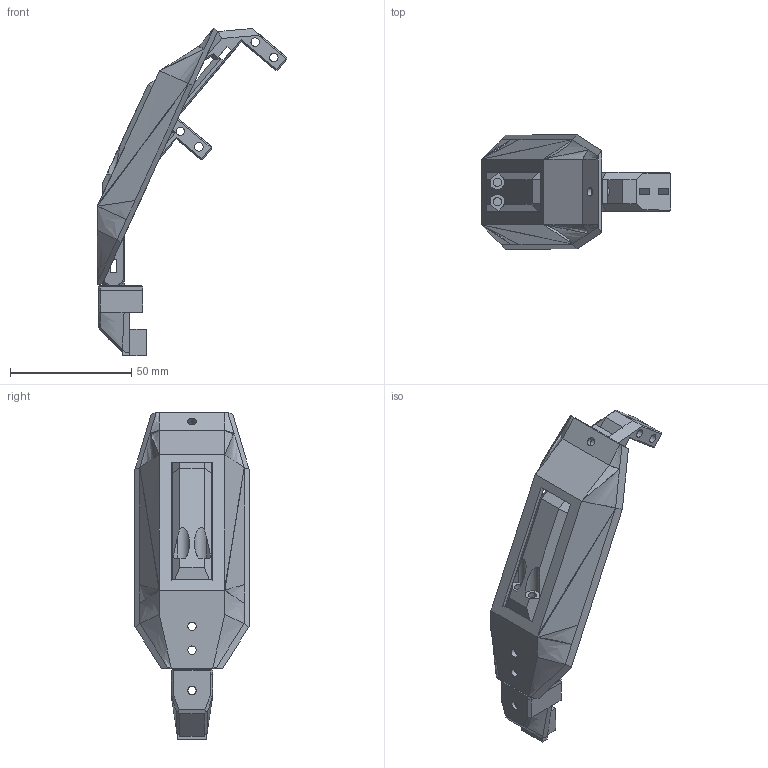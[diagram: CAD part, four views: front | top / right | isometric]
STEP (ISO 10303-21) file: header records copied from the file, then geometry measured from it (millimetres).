
FILE_DESCRIPTION(/* description */ (''),/* implementation_level */ '2;1');
FILE_NAME(/* name */ 'TibiaAndFootAssembly.step',/* time_stamp */ '2022-12-03T14:14:39-06:00',/* author */ (''),/* organization */ (''),/* preprocessor_version */ 'ST-DEVELOPER v19.2',/* originating_system */ 'Autodesk Translation Framework v11.17.0.187',/* authorisation */ '');
FILE_SCHEMA (('AUTOMOTIVE_DESIGN { 1 0 10303 214 3 1 1 }'));
Length unit declared in the file: millimetre
Products named in the file (5): TibiaAndFootAssembly; TibiaBottom; TibiaTop; micro-switch-holder; Shield
Assembly tree (4 placements, depth 2):
  TibiaAndFootAssembly
    TibiaBottom
    TibiaTop
    micro-switch-holder
    Shield
Bounding box: 78.16 x 47 x 135.13 mm (x, y, z)
Volume: 31098.7 mm3; surface area: 28487.3 mm2
Topology: 4 solids, 4 shells, 441 faces, 1161 edges, 711 vertices
Faces by surface type: plane 318, bspline 74, cylinder 49
Full cylindrical faces by diameter (mm): 2.36 x1, 3.5 x27, 5 x1
Entity records: 14941 total; most frequent: CARTESIAN_POINT 4110, ORIENTED_EDGE 2306, DIRECTION 1927, EDGE_CURVE 1153, LINE 951, VECTOR 951, VERTEX_POINT 711, EDGE_LOOP 518
